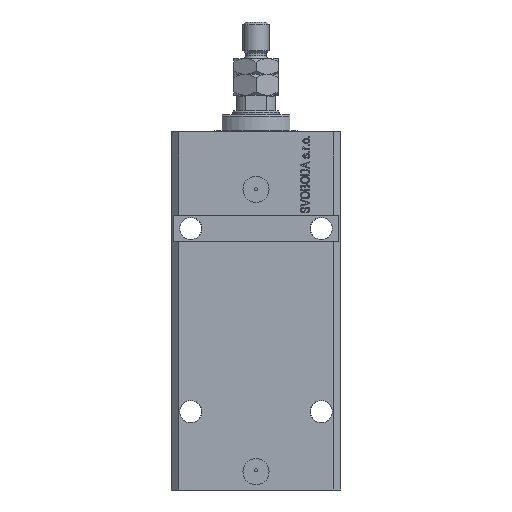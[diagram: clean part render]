
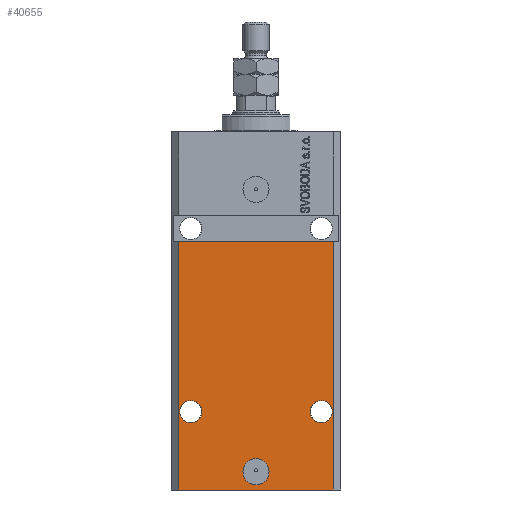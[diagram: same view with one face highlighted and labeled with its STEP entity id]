
A CAD part, front view. The second image highlights one B-rep face of the part: STEP entity #40655.
In plain terms, the highlighted planar face has unit normal (0, -1, 0).
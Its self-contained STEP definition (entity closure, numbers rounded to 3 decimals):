
#309 = CIRCLE ( 'NONE', #28150, 5. ) ;
#578 = VERTEX_POINT ( 'NONE', #20005 ) ;
#1976 = DIRECTION ( 'NONE',  ( 1., 0., 0. ) ) ;
#2029 = DIRECTION ( 'NONE',  ( 1., 0., 0. ) ) ;
#3056 = DIRECTION ( 'NONE',  ( 0., 0., 1. ) ) ;
#4892 = AXIS2_PLACEMENT_3D ( 'NONE', #21618, #6174, #29109 ) ;
#5238 = VECTOR ( 'NONE', #20749, 1000. ) ;
#5439 = CARTESIAN_POINT ( 'NONE',  ( 0., -22.5, -130. ) ) ;
#6136 = CARTESIAN_POINT ( 'NONE',  ( 29.5, -22.5, -137. ) ) ;
#6174 = DIRECTION ( 'NONE',  ( 0., -1., 0. ) ) ;
#6194 = CARTESIAN_POINT ( 'NONE',  ( -5., -22.5, -130. ) ) ;
#6251 = DIRECTION ( 'NONE',  ( 0., -1., 0. ) ) ;
#6296 = DIRECTION ( 'NONE',  ( 0., -1., 0. ) ) ;
#6961 = CIRCLE ( 'NONE', #34821, 4.25 ) ;
#7027 = LINE ( 'NONE', #41172, #18893 ) ;
#8486 = AXIS2_PLACEMENT_3D ( 'NONE', #36775, #25047, #21045 ) ;
#9049 = LINE ( 'NONE', #13039, #5238 ) ;
#9276 = CIRCLE ( 'NONE', #8486, 5. ) ;
#9385 = VERTEX_POINT ( 'NONE', #23112 ) ;
#9749 = CARTESIAN_POINT ( 'NONE',  ( 25., -22.5, -107. ) ) ;
#9923 = AXIS2_PLACEMENT_3D ( 'NONE', #22228, #6296, #41176 ) ;
#10196 = CARTESIAN_POINT ( 'NONE',  ( 25., -22.5, -107. ) ) ;
#10218 = AXIS2_PLACEMENT_3D ( 'NONE', #18596, #30313, #19086 ) ;
#11769 = CARTESIAN_POINT ( 'NONE',  ( -29.5, -22.5, -42. ) ) ;
#12772 = VECTOR ( 'NONE', #20650, 1000. ) ;
#13039 = CARTESIAN_POINT ( 'NONE',  ( -32.5, -22.5, -42. ) ) ;
#13306 = EDGE_CURVE ( 'NONE', #17165, #18422, #9276, .T. ) ;
#13677 = CARTESIAN_POINT ( 'NONE',  ( -29.5, -22.5, -137. ) ) ;
#13998 = CIRCLE ( 'NONE', #17068, 4.25 ) ;
#14025 = PLANE ( 'NONE',  #9923 ) ;
#14519 = CARTESIAN_POINT ( 'NONE',  ( -29.5, -22.5, -137. ) ) ;
#16745 = ORIENTED_EDGE ( 'NONE', *, *, #36574, .F. ) ;
#17068 = AXIS2_PLACEMENT_3D ( 'NONE', #10196, #21399, #1976 ) ;
#17165 = VERTEX_POINT ( 'NONE', #36599 ) ;
#17482 = CARTESIAN_POINT ( 'NONE',  ( -29.5, -22.5, -137. ) ) ;
#18130 = EDGE_CURVE ( 'NONE', #33972, #25284, #6961, .T. ) ;
#18422 = VERTEX_POINT ( 'NONE', #6194 ) ;
#18596 = CARTESIAN_POINT ( 'NONE',  ( -25., -22.5, -107. ) ) ;
#18893 = VECTOR ( 'NONE', #3056, 1000. ) ;
#19086 = DIRECTION ( 'NONE',  ( -1., 0., 0. ) ) ;
#19179 = ORIENTED_EDGE ( 'NONE', *, *, #40662, .T. ) ;
#19249 = ORIENTED_EDGE ( 'NONE', *, *, #40622, .F. ) ;
#20005 = CARTESIAN_POINT ( 'NONE',  ( 29.5, -22.5, -42. ) ) ;
#20632 = DIRECTION ( 'NONE',  ( 0., -1., 0. ) ) ;
#20650 = DIRECTION ( 'NONE',  ( 0., 0., 1. ) ) ;
#20749 = DIRECTION ( 'NONE',  ( 1., 0., 0. ) ) ;
#21020 = VERTEX_POINT ( 'NONE', #6136 ) ;
#21045 = DIRECTION ( 'NONE',  ( 1., 0., 0. ) ) ;
#21399 = DIRECTION ( 'NONE',  ( 0., -1., 0. ) ) ;
#21618 = CARTESIAN_POINT ( 'NONE',  ( -25., -22.5, -107. ) ) ;
#22228 = CARTESIAN_POINT ( 'NONE',  ( -29.5, -22.5, -137. ) ) ;
#22324 = ORIENTED_EDGE ( 'NONE', *, *, #27492, .F. ) ;
#23112 = CARTESIAN_POINT ( 'NONE',  ( -29.25, -22.5, -107. ) ) ;
#24244 = ORIENTED_EDGE ( 'NONE', *, *, #46064, .T. ) ;
#25047 = DIRECTION ( 'NONE',  ( 0., -1., 0. ) ) ;
#25284 = VERTEX_POINT ( 'NONE', #37894 ) ;
#25966 = FACE_BOUND ( 'NONE', #48915, .T. ) ;
#27492 = EDGE_CURVE ( 'NONE', #45680, #37349, #32118, .T. ) ;
#28150 = AXIS2_PLACEMENT_3D ( 'NONE', #5439, #20632, #35848 ) ;
#28977 = FACE_OUTER_BOUND ( 'NONE', #39309, .T. ) ;
#29109 = DIRECTION ( 'NONE',  ( -1., 0., 0. ) ) ;
#29485 = FACE_BOUND ( 'NONE', #46452, .T. ) ;
#30313 = DIRECTION ( 'NONE',  ( 0., -1., 0. ) ) ;
#30548 = ORIENTED_EDGE ( 'NONE', *, *, #30948, .F. ) ;
#30948 = EDGE_CURVE ( 'NONE', #9385, #31093, #31159, .T. ) ;
#31093 = VERTEX_POINT ( 'NONE', #49028 ) ;
#31159 = CIRCLE ( 'NONE', #4892, 4.25 ) ;
#31948 = ORIENTED_EDGE ( 'NONE', *, *, #40041, .F. ) ;
#32118 = LINE ( 'NONE', #13677, #12772 ) ;
#32476 = LINE ( 'NONE', #14519, #45757 ) ;
#33044 = CARTESIAN_POINT ( 'NONE',  ( 20.75, -22.5, -107. ) ) ;
#33222 = DIRECTION ( 'NONE',  ( 1., 0., 0. ) ) ;
#33972 = VERTEX_POINT ( 'NONE', #33044 ) ;
#34821 = AXIS2_PLACEMENT_3D ( 'NONE', #9749, #6251, #2029 ) ;
#34861 = CIRCLE ( 'NONE', #10218, 4.25 ) ;
#35848 = DIRECTION ( 'NONE',  ( 1., 0., 0. ) ) ;
#36574 = EDGE_CURVE ( 'NONE', #18422, #17165, #309, .T. ) ;
#36599 = CARTESIAN_POINT ( 'NONE',  ( 5., -22.5, -130. ) ) ;
#36775 = CARTESIAN_POINT ( 'NONE',  ( 0., -22.5, -130. ) ) ;
#37349 = VERTEX_POINT ( 'NONE', #11769 ) ;
#37894 = CARTESIAN_POINT ( 'NONE',  ( 29.25, -22.5, -107. ) ) ;
#39309 = EDGE_LOOP ( 'NONE', ( #19249, #22324, #19179, #24244 ) ) ;
#40041 = EDGE_CURVE ( 'NONE', #25284, #33972, #13998, .T. ) ;
#40622 = EDGE_CURVE ( 'NONE', #37349, #578, #9049, .T. ) ;
#40655 = ADVANCED_FACE ( 'NONE', ( #29485, #47916, #25966, #28977 ), #14025, .T. ) ;
#40662 = EDGE_CURVE ( 'NONE', #45680, #21020, #32476, .T. ) ;
#41172 = CARTESIAN_POINT ( 'NONE',  ( 29.5, -22.5, -137. ) ) ;
#41176 = DIRECTION ( 'NONE',  ( 1., 0., 0. ) ) ;
#42250 = ORIENTED_EDGE ( 'NONE', *, *, #13306, .F. ) ;
#43028 = ORIENTED_EDGE ( 'NONE', *, *, #18130, .F. ) ;
#44281 = ORIENTED_EDGE ( 'NONE', *, *, #48854, .F. ) ;
#45680 = VERTEX_POINT ( 'NONE', #17482 ) ;
#45757 = VECTOR ( 'NONE', #33222, 1000. ) ;
#46064 = EDGE_CURVE ( 'NONE', #21020, #578, #7027, .T. ) ;
#46452 = EDGE_LOOP ( 'NONE', ( #42250, #16745 ) ) ;
#46472 = EDGE_LOOP ( 'NONE', ( #31948, #43028 ) ) ;
#47916 = FACE_BOUND ( 'NONE', #46472, .T. ) ;
#48854 = EDGE_CURVE ( 'NONE', #31093, #9385, #34861, .T. ) ;
#48915 = EDGE_LOOP ( 'NONE', ( #44281, #30548 ) ) ;
#49028 = CARTESIAN_POINT ( 'NONE',  ( -20.75, -22.5, -107. ) ) ;
